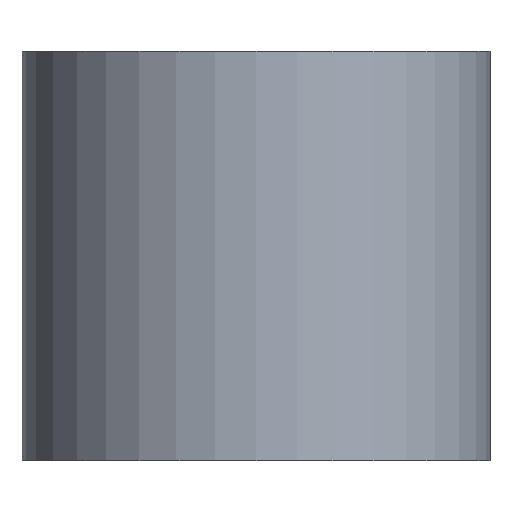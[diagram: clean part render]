
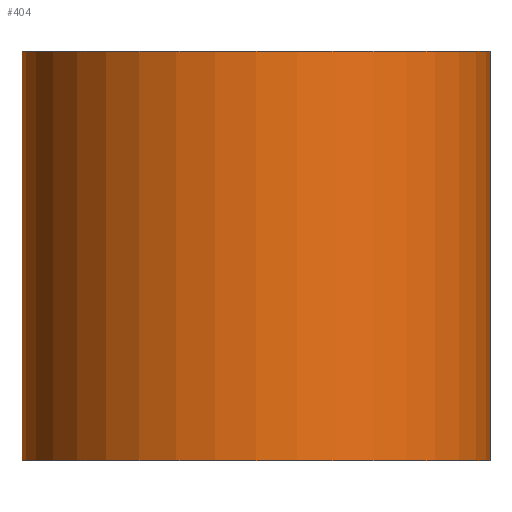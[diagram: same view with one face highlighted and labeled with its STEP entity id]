
A CAD part, left-side view. The second image highlights one B-rep face of the part: STEP entity #404.
In plain terms, the highlighted cylindrical face has radius 4 mm (diameter 8 mm), a partial arc.
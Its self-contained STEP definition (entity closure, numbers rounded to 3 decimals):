
#2 = LINE ( 'NONE', #47, #448 ) ;
#3 = ORIENTED_EDGE ( 'NONE', *, *, #655, .T. ) ;
#39 = CIRCLE ( 'NONE', #440, 4. ) ;
#42 = CARTESIAN_POINT ( 'NONE',  ( 0., 4., 7. ) ) ;
#47 = CARTESIAN_POINT ( 'NONE',  ( 0., 4., 0. ) ) ;
#53 = DIRECTION ( 'NONE',  ( 0., 1., 0. ) ) ;
#56 = ORIENTED_EDGE ( 'NONE', *, *, #526, .T. ) ;
#81 = DIRECTION ( 'NONE',  ( 0., 1., 0. ) ) ;
#91 = CARTESIAN_POINT ( 'NONE',  ( 0., 0., 0. ) ) ;
#92 = VECTOR ( 'NONE', #662, 1000. ) ;
#211 = VERTEX_POINT ( 'NONE', #664 ) ;
#227 = DIRECTION ( 'NONE',  ( 0., 0., 1. ) ) ;
#229 = DIRECTION ( 'NONE',  ( 0., 1., 0. ) ) ;
#249 = DIRECTION ( 'NONE',  ( 0., 0., 1. ) ) ;
#286 = CARTESIAN_POINT ( 'NONE',  ( 0., -4., 7. ) ) ;
#301 = AXIS2_PLACEMENT_3D ( 'NONE', #541, #490, #229 ) ;
#332 = CARTESIAN_POINT ( 'NONE',  ( 0., -4., 0. ) ) ;
#336 = FACE_OUTER_BOUND ( 'NONE', #463, .T. ) ;
#344 = CIRCLE ( 'NONE', #558, 4. ) ;
#361 = EDGE_CURVE ( 'NONE', #528, #428, #344, .T. ) ;
#366 = VERTEX_POINT ( 'NONE', #332 ) ;
#388 = CARTESIAN_POINT ( 'NONE',  ( 0., 0., 7. ) ) ;
#391 = CYLINDRICAL_SURFACE ( 'NONE', #301, 4. ) ;
#397 = LINE ( 'NONE', #674, #92 ) ;
#404 = ADVANCED_FACE ( 'NONE', ( #336 ), #391, .T. ) ;
#428 = VERTEX_POINT ( 'NONE', #286 ) ;
#440 = AXIS2_PLACEMENT_3D ( 'NONE', #91, #460, #53 ) ;
#448 = VECTOR ( 'NONE', #249, 1000. ) ;
#460 = DIRECTION ( 'NONE',  ( 0., 0., 1. ) ) ;
#463 = EDGE_LOOP ( 'NONE', ( #56, #3, #633, #590 ) ) ;
#490 = DIRECTION ( 'NONE',  ( 0., 0., 1. ) ) ;
#526 = EDGE_CURVE ( 'NONE', #211, #366, #39, .T. ) ;
#528 = VERTEX_POINT ( 'NONE', #42 ) ;
#541 = CARTESIAN_POINT ( 'NONE',  ( 0., 0., 0. ) ) ;
#558 = AXIS2_PLACEMENT_3D ( 'NONE', #388, #227, #81 ) ;
#590 = ORIENTED_EDGE ( 'NONE', *, *, #621, .F. ) ;
#621 = EDGE_CURVE ( 'NONE', #211, #528, #2, .T. ) ;
#633 = ORIENTED_EDGE ( 'NONE', *, *, #361, .F. ) ;
#655 = EDGE_CURVE ( 'NONE', #366, #428, #397, .T. ) ;
#662 = DIRECTION ( 'NONE',  ( 0., 0., 1. ) ) ;
#664 = CARTESIAN_POINT ( 'NONE',  ( 0., 4., 0. ) ) ;
#674 = CARTESIAN_POINT ( 'NONE',  ( 0., -4., 0. ) ) ;
